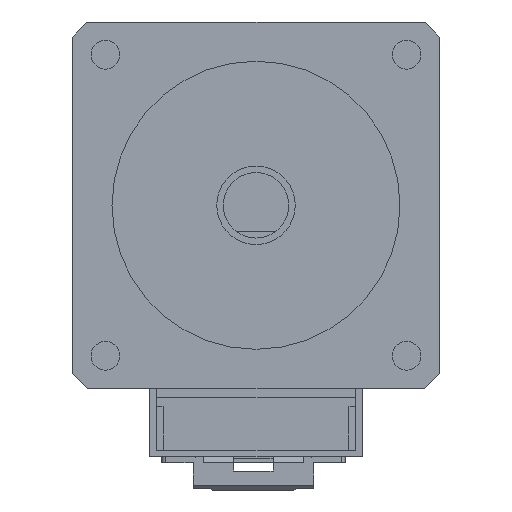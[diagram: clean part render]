
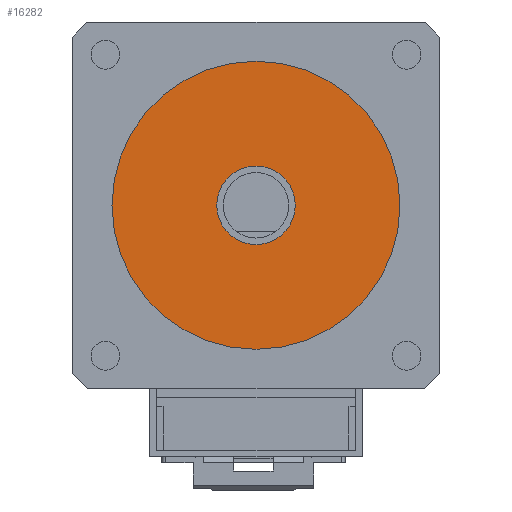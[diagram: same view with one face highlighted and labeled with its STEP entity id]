
A CAD part, front view. The second image highlights one B-rep face of the part: STEP entity #16282.
In plain terms, the highlighted planar face has unit normal (0, -1, 0).
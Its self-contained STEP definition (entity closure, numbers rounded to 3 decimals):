
#2125 = EDGE_CURVE ( 'NONE', #16836, #24561, #25105, .T. ) ;
#2385 = AXIS2_PLACEMENT_3D ( 'NONE', #24770, #24581, #24694 ) ;
#2967 = DIRECTION ( 'NONE',  ( 0., 0., -1. ) ) ;
#3064 = DIRECTION ( 'NONE',  ( 0., 1., 0. ) ) ;
#3099 = CARTESIAN_POINT ( 'NONE',  ( 0., -1.8, 0. ) ) ;
#3357 = DIRECTION ( 'NONE',  ( 0., 0., 1. ) ) ;
#3460 = DIRECTION ( 'NONE',  ( 0., 1., 0. ) ) ;
#3561 = CARTESIAN_POINT ( 'NONE',  ( 0., -1.8, 0. ) ) ;
#4482 = CARTESIAN_POINT ( 'NONE',  ( 0., -1.8, -11. ) ) ;
#5956 = AXIS2_PLACEMENT_3D ( 'NONE', #3099, #3064, #2967 ) ;
#7191 = VERTEX_POINT ( 'NONE', #22760 ) ;
#7554 = EDGE_CURVE ( 'NONE', #18132, #7191, #18125, .T. ) ;
#7813 = FACE_OUTER_BOUND ( 'NONE', #13916, .T. ) ;
#7904 = FACE_BOUND ( 'NONE', #19506, .T. ) ;
#8908 = CIRCLE ( 'NONE', #5956, 11. ) ;
#8925 = DIRECTION ( 'NONE',  ( 0., 0., 1. ) ) ;
#9084 = DIRECTION ( 'NONE',  ( 0., 1., 0. ) ) ;
#9150 = CARTESIAN_POINT ( 'NONE',  ( 0., -1.8, 0. ) ) ;
#9694 = EDGE_CURVE ( 'NONE', #7191, #18132, #8908, .T. ) ;
#12851 = AXIS2_PLACEMENT_3D ( 'NONE', #9150, #9084, #8925 ) ;
#13704 = CARTESIAN_POINT ( 'NONE',  ( 0., -1.8, 3. ) ) ;
#13916 = EDGE_LOOP ( 'NONE', ( #28368, #21054 ) ) ;
#16282 = ADVANCED_FACE ( 'NONE', ( #7813, #7904 ), #24875, .T. ) ;
#16836 = VERTEX_POINT ( 'NONE', #28395 ) ;
#18125 = CIRCLE ( 'NONE', #18882, 11. ) ;
#18132 = VERTEX_POINT ( 'NONE', #4482 ) ;
#18882 = AXIS2_PLACEMENT_3D ( 'NONE', #24772, #24744, #24709 ) ;
#19133 = CIRCLE ( 'NONE', #29627, 3. ) ;
#19506 = EDGE_LOOP ( 'NONE', ( #29766, #26128 ) ) ;
#19980 = EDGE_CURVE ( 'NONE', #24561, #16836, #19133, .T. ) ;
#21054 = ORIENTED_EDGE ( 'NONE', *, *, #9694, .F. ) ;
#22760 = CARTESIAN_POINT ( 'NONE',  ( 0., -1.8, 11. ) ) ;
#24561 = VERTEX_POINT ( 'NONE', #13704 ) ;
#24581 = DIRECTION ( 'NONE',  ( 0., -1., 0. ) ) ;
#24694 = DIRECTION ( 'NONE',  ( 0., 0., -1. ) ) ;
#24709 = DIRECTION ( 'NONE',  ( 0., 0., -1. ) ) ;
#24744 = DIRECTION ( 'NONE',  ( 0., 1., 0. ) ) ;
#24770 = CARTESIAN_POINT ( 'NONE',  ( 0., -1.8, 0. ) ) ;
#24772 = CARTESIAN_POINT ( 'NONE',  ( 0., -1.8, 0. ) ) ;
#24875 = PLANE ( 'NONE',  #2385 ) ;
#25105 = CIRCLE ( 'NONE', #12851, 3. ) ;
#26128 = ORIENTED_EDGE ( 'NONE', *, *, #2125, .T. ) ;
#28368 = ORIENTED_EDGE ( 'NONE', *, *, #7554, .F. ) ;
#28395 = CARTESIAN_POINT ( 'NONE',  ( 0., -1.8, -3. ) ) ;
#29627 = AXIS2_PLACEMENT_3D ( 'NONE', #3561, #3460, #3357 ) ;
#29766 = ORIENTED_EDGE ( 'NONE', *, *, #19980, .T. ) ;
